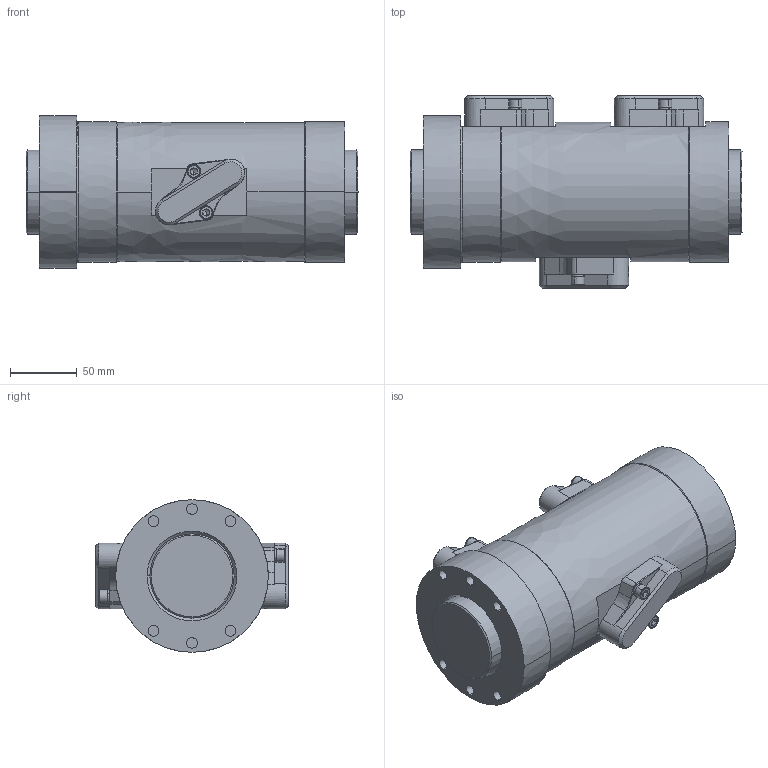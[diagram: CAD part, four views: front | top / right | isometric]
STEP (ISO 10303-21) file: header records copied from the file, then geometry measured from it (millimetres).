
FILE_DESCRIPTION((''),'2;1');
FILE_NAME('HSP6316FD_ASM','2023-11-15T09:44:08',('10033988'),(''),'CREO PARAMETRIC BY PTC INC, 2019080','CREO PARAMETRIC BY PTC INC, 2019080','');
FILE_SCHEMA(('CONFIG_CONTROL_DESIGN'));
Length unit declared in the file: millimetre
Products named in the file (8): NUT_HSP6316; LOCKER2_HSP8016_; SOCKET_HEAD_CAP_SCREW_ISOISO_47; SPRING_LOCK_WASHERS--NORMAL_TYP; SOCKERS_M6__ASM; LOCKERS_6316_ASM; SHAFT_HSP6316; HSP6316FD_ASM
Assembly tree (10 placements, depth 4):
  HSP6316FD_ASM
    NUT_HSP6316
    LOCKERS_6316_ASM  x3
      LOCKER2_HSP8016_
      SOCKERS_M6__ASM
        SOCKET_HEAD_CAP_SCREW_ISOISO_47
        SPRING_LOCK_WASHERS--NORMAL_TYP
    SHAFT_HSP6316
Bounding box: 248 x 143.6 x 114 mm (x, y, z)
Surface area: 234060.1 mm2 (no closed solid volume)
Topology: 0 solids, 0 shells, 1067 faces, 5360 edges, 5336 vertices
Faces by surface type: bspline 1036, torus 31
Entity records: 35348 total; most frequent: CARTESIAN_POINT 22558, DIRECTION 2188, TRIMMED_CURVE 1783, VECTOR 1438, LINE 1438, DEFINITIONAL_REPRESENTATION 1332, PCURVE 1332, COMPOSITE_CURVE_SEGMENT 1332
